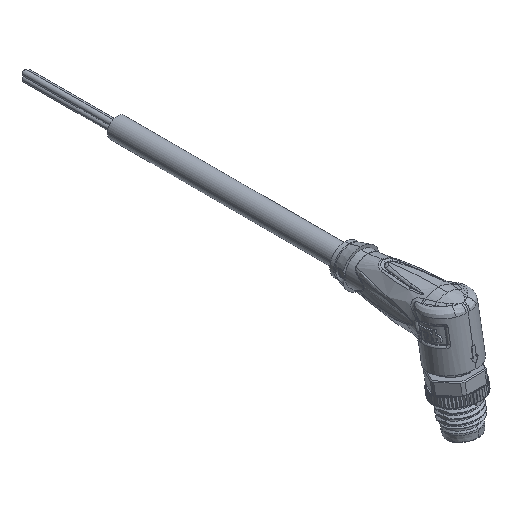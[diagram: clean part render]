
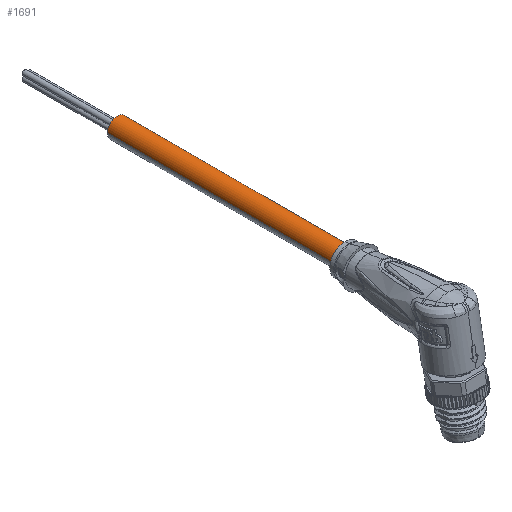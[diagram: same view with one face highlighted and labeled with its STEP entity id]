
A CAD part, isometric view. The second image highlights one B-rep face of the part: STEP entity #1691.
In plain terms, the highlighted cylindrical face has radius 2.15 mm (diameter 4.3 mm), a partial arc.
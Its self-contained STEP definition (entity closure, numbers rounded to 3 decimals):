
#1691=ADVANCED_FACE('',(#4721),#4722,.T.);
#4721=FACE_OUTER_BOUND('',#8957,.T.);
#4722=CYLINDRICAL_SURFACE('',#8958,2.15);
#8957=EDGE_LOOP('',(#29539,#29540,#29541,#29542));
#8958=AXIS2_PLACEMENT_3D('',#29543,#29544,#29545);
#29539=ORIENTED_EDGE('',*,*,#37563,.T.);
#29540=ORIENTED_EDGE('',*,*,#37568,.F.);
#29541=ORIENTED_EDGE('',*,*,#37565,.T.);
#29542=ORIENTED_EDGE('',*,*,#37569,.F.);
#29543=CARTESIAN_POINT('',(0.0,47.5,0.0));
#29544=DIRECTION('',(-0.0,1.0,0.0));
#29545=DIRECTION('',(1.0,0.0,0.0));
#37563=EDGE_CURVE('',#39996,#39997,#39998,.T.);
#37565=EDGE_CURVE('',#40001,#39999,#40002,.T.);
#37568=EDGE_CURVE('',#40001,#39997,#40005,.T.);
#37569=EDGE_CURVE('',#39996,#39999,#40006,.T.);
#39996=VERTEX_POINT('',#43420);
#39997=VERTEX_POINT('',#43421);
#39998=LINE('',#43422,#43423);
#39999=VERTEX_POINT('',#43424);
#40001=VERTEX_POINT('',#43426);
#40002=LINE('',#43427,#43428);
#40005=CIRCLE('',#43431,2.15);
#40006=CIRCLE('',#43432,2.15);
#43420=CARTESIAN_POINT('',(2.15,22.5,0.0));
#43421=CARTESIAN_POINT('',(2.15,72.5,0.0));
#43422=CARTESIAN_POINT('',(2.15,47.5,0.));
#43423=VECTOR('',#53504,1.0);
#43424=CARTESIAN_POINT('',(-2.15,22.5,0.));
#43426=CARTESIAN_POINT('',(-2.15,72.5,0.));
#43427=CARTESIAN_POINT('',(-2.15,47.5,0.));
#43428=VECTOR('',#53508,1.0);
#43431=AXIS2_PLACEMENT_3D('',#53512,#53513,#53514);
#43432=AXIS2_PLACEMENT_3D('',#53515,#53516,#53517);
#53504=DIRECTION('',(0.0,1.0,0.0));
#53508=DIRECTION('',(-0.0,-1.0,-0.0));
#53512=CARTESIAN_POINT('',(0.0,72.5,0.0));
#53513=DIRECTION('',(-0.0,1.0,0.0));
#53514=DIRECTION('',(1.0,0.0,0.0));
#53515=CARTESIAN_POINT('',(0.0,22.5,0.0));
#53516=DIRECTION('',(0.0,-1.0,0.0));
#53517=DIRECTION('',(1.0,0.0,0.0));
